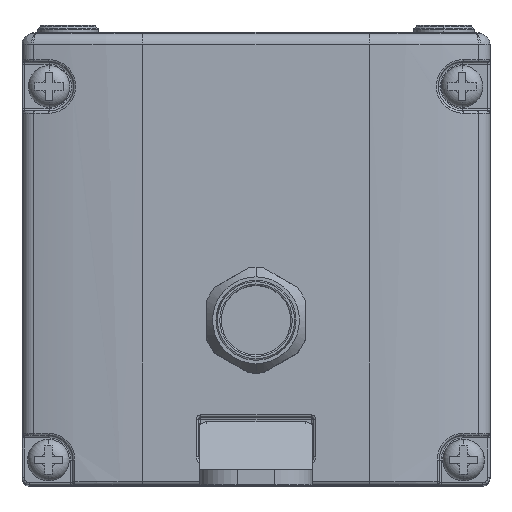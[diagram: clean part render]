
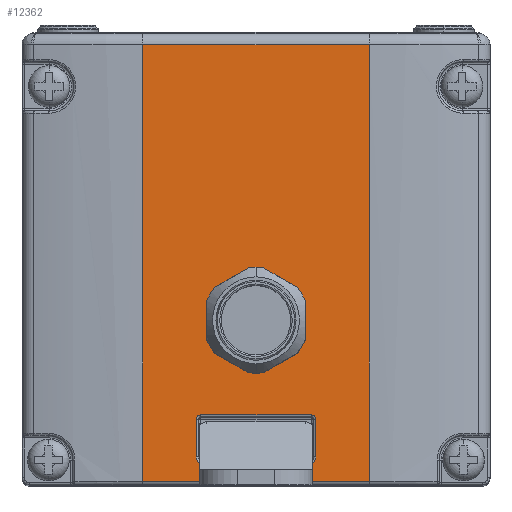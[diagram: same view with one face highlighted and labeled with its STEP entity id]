
A CAD part, top view. The second image highlights one B-rep face of the part: STEP entity #12362.
In plain terms, the highlighted planar face has unit normal (0, 0, 1).
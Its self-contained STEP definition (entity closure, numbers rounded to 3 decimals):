
#145 = CARTESIAN_POINT ( 'NONE',  ( -15., 28.349, 7. ) ) ;
#537 = VERTEX_POINT ( 'NONE', #15591 ) ;
#624 = EDGE_LOOP ( 'NONE', ( #3236, #4404, #4964, #18177 ) ) ;
#1116 = CARTESIAN_POINT ( 'NONE',  ( -7.9, -26.276, 7. ) ) ;
#1460 = DIRECTION ( 'NONE',  ( 0., 0., -1. ) ) ;
#1872 = CARTESIAN_POINT ( 'NONE',  ( 15., -29.5, 7. ) ) ;
#1904 = CARTESIAN_POINT ( 'NONE',  ( 7.9, -26.773, 7. ) ) ;
#1949 = EDGE_CURVE ( 'NONE', #7196, #16851, #18205, .T. ) ;
#1966 = DIRECTION ( 'NONE',  ( -1., 0., 0. ) ) ;
#2366 = VECTOR ( 'NONE', #15627, 1000. ) ;
#2552 = CARTESIAN_POINT ( 'NONE',  ( -7.3, -27.124, 7. ) ) ;
#3211 = EDGE_CURVE ( 'NONE', #6261, #19309, #6888, .T. ) ;
#3236 = ORIENTED_EDGE ( 'NONE', *, *, #3211, .T. ) ;
#3289 = CIRCLE ( 'NONE', #4293, 0.6 ) ;
#3306 = CARTESIAN_POINT ( 'NONE',  ( -15., 30., 7. ) ) ;
#3347 =( BOUNDED_CURVE ( )  B_SPLINE_CURVE ( 3, ( #9846, #1904, #16264, #6873 ),
 .UNSPECIFIED., .F., .T. ) 
 B_SPLINE_CURVE_WITH_KNOTS ( ( 4, 4 ),
 ( 1.571, 3.142 ),
 .UNSPECIFIED. ) 
 CURVE ( )  GEOMETRIC_REPRESENTATION_ITEM ( )  RATIONAL_B_SPLINE_CURVE ( ( 1., 0.805, 0.805, 1. ) ) 
 REPRESENTATION_ITEM ( '' )  );
#3397 = EDGE_LOOP ( 'NONE', ( #6774, #13156 ) ) ;
#3460 = DIRECTION ( 'NONE',  ( 1., 0., 0. ) ) ;
#3584 = EDGE_CURVE ( 'NONE', #537, #8000, #9212, .T. ) ;
#3707 = CIRCLE ( 'NONE', #15497, 5.8 ) ;
#3747 = CARTESIAN_POINT ( 'NONE',  ( -7.9, -21.3, 7. ) ) ;
#3775 = CARTESIAN_POINT ( 'NONE',  ( -7.3, -27.124, 7. ) ) ;
#3776 = LINE ( 'NONE', #1872, #20725 ) ;
#4161 = CARTESIAN_POINT ( 'NONE',  ( -7.9, -21.3, 7. ) ) ;
#4197 = EDGE_CURVE ( 'NONE', #11880, #537, #3289, .T. ) ;
#4293 = AXIS2_PLACEMENT_3D ( 'NONE', #10014, #1460, #7909 ) ;
#4311 = VERTEX_POINT ( 'NONE', #12303 ) ;
#4404 = ORIENTED_EDGE ( 'NONE', *, *, #5524, .T. ) ;
#4491 = EDGE_CURVE ( 'NONE', #13900, #13951, #20451, .T. ) ;
#4503 = CARTESIAN_POINT ( 'NONE',  ( 5.8, -8.2, 7. ) ) ;
#4858 = ORIENTED_EDGE ( 'NONE', *, *, #4197, .T. ) ;
#4927 = AXIS2_PLACEMENT_3D ( 'NONE', #11488, #6629, #3460 ) ;
#4932 = FACE_BOUND ( 'NONE', #3397, .T. ) ;
#4964 = ORIENTED_EDGE ( 'NONE', *, *, #7863, .F. ) ;
#5109 = CARTESIAN_POINT ( 'NONE',  ( 0., -8.2, 7. ) ) ;
#5409 = VERTEX_POINT ( 'NONE', #17524 ) ;
#5466 = LINE ( 'NONE', #12124, #16274 ) ;
#5524 = EDGE_CURVE ( 'NONE', #19309, #5409, #3776, .T. ) ;
#5563 = CARTESIAN_POINT ( 'NONE',  ( -7.651, -27.124, 7. ) ) ;
#6158 = ORIENTED_EDGE ( 'NONE', *, *, #10214, .T. ) ;
#6166 = EDGE_CURVE ( 'NONE', #16851, #6752, #11105, .T. ) ;
#6230 = ORIENTED_EDGE ( 'NONE', *, *, #6166, .T. ) ;
#6261 = VERTEX_POINT ( 'NONE', #145 ) ;
#6602 = VECTOR ( 'NONE', #13450, 1000. ) ;
#6629 = DIRECTION ( 'NONE',  ( 0., 0., 1. ) ) ;
#6734 = CARTESIAN_POINT ( 'NONE',  ( 7.3, -20.7, 7. ) ) ;
#6752 = VERTEX_POINT ( 'NONE', #8370 ) ;
#6774 = ORIENTED_EDGE ( 'NONE', *, *, #7531, .T. ) ;
#6873 = CARTESIAN_POINT ( 'NONE',  ( 7.3, -27.124, 7. ) ) ;
#6888 = LINE ( 'NONE', #3306, #9263 ) ;
#7196 = VERTEX_POINT ( 'NONE', #1116 ) ;
#7531 = EDGE_CURVE ( 'NONE', #13951, #13900, #3707, .T. ) ;
#7863 = EDGE_CURVE ( 'NONE', #15390, #5409, #16899, .T. ) ;
#7909 = DIRECTION ( 'NONE',  ( 1., 0., 0. ) ) ;
#7933 = EDGE_CURVE ( 'NONE', #4311, #10691, #19097, .T. ) ;
#8000 = VERTEX_POINT ( 'NONE', #17215 ) ;
#8216 = PLANE ( 'NONE',  #4927 ) ;
#8299 = CARTESIAN_POINT ( 'NONE',  ( 0., 28.349, 7. ) ) ;
#8370 = CARTESIAN_POINT ( 'NONE',  ( -7.3, -20.7, 7. ) ) ;
#8486 = DIRECTION ( 'NONE',  ( 1., 0., 0. ) ) ;
#8583 = CARTESIAN_POINT ( 'NONE',  ( 0., -8.2, 7. ) ) ;
#8949 = CARTESIAN_POINT ( 'NONE',  ( -7.9, -26.276, 7. ) ) ;
#9024 = VECTOR ( 'NONE', #13520, 1000. ) ;
#9212 = LINE ( 'NONE', #14353, #2366 ) ;
#9263 = VECTOR ( 'NONE', #12995, 1000. ) ;
#9303 = CARTESIAN_POINT ( 'NONE',  ( -7.3, -27.124, 7. ) ) ;
#9587 = LINE ( 'NONE', #8299, #11035 ) ;
#9846 = CARTESIAN_POINT ( 'NONE',  ( 7.9, -26.276, 7. ) ) ;
#10014 = CARTESIAN_POINT ( 'NONE',  ( 7.3, -21.3, 7. ) ) ;
#10095 = DIRECTION ( 'NONE',  ( 0., 0., -1. ) ) ;
#10214 = EDGE_CURVE ( 'NONE', #10691, #7196, #17083, .T. ) ;
#10448 = DIRECTION ( 'NONE',  ( 1., 0., 0. ) ) ;
#10691 = VERTEX_POINT ( 'NONE', #2552 ) ;
#10829 = DIRECTION ( 'NONE',  ( 0., 0., -1. ) ) ;
#11031 = EDGE_CURVE ( 'NONE', #8000, #4311, #3347, .T. ) ;
#11035 = VECTOR ( 'NONE', #1966, 1000. ) ;
#11039 = VECTOR ( 'NONE', #12553, 1000. ) ;
#11105 = CIRCLE ( 'NONE', #19863, 0.6 ) ;
#11488 = CARTESIAN_POINT ( 'NONE',  ( 0., 0., 7. ) ) ;
#11525 = EDGE_CURVE ( 'NONE', #6752, #11880, #5466, .T. ) ;
#11880 = VERTEX_POINT ( 'NONE', #6734 ) ;
#12124 = CARTESIAN_POINT ( 'NONE',  ( 7.3, -20.7, 7. ) ) ;
#12303 = CARTESIAN_POINT ( 'NONE',  ( 7.3, -27.124, 7. ) ) ;
#12362 = ADVANCED_FACE ( 'NONE', ( #19389, #4932, #17823 ), #8216, .T. ) ;
#12553 = DIRECTION ( 'NONE',  ( -1., 0., 0. ) ) ;
#12995 = DIRECTION ( 'NONE',  ( 0., -1., 0. ) ) ;
#13156 = ORIENTED_EDGE ( 'NONE', *, *, #4491, .T. ) ;
#13450 = DIRECTION ( 'NONE',  ( 0., 1., 0. ) ) ;
#13520 = DIRECTION ( 'NONE',  ( 0., -1., 0. ) ) ;
#13710 = ORIENTED_EDGE ( 'NONE', *, *, #1949, .T. ) ;
#13900 = VERTEX_POINT ( 'NONE', #20653 ) ;
#13951 = VERTEX_POINT ( 'NONE', #4503 ) ;
#14048 = EDGE_CURVE ( 'NONE', #15390, #6261, #9587, .T. ) ;
#14094 = DIRECTION ( 'NONE',  ( 1., 0., 0. ) ) ;
#14293 = CARTESIAN_POINT ( 'NONE',  ( -7.3, -21.3, 7. ) ) ;
#14353 = CARTESIAN_POINT ( 'NONE',  ( 7.9, 0., 7. ) ) ;
#14923 = ORIENTED_EDGE ( 'NONE', *, *, #11031, .T. ) ;
#14945 = ORIENTED_EDGE ( 'NONE', *, *, #7933, .T. ) ;
#14957 = CARTESIAN_POINT ( 'NONE',  ( -7.9, -26.773, 7. ) ) ;
#14986 = EDGE_LOOP ( 'NONE', ( #13710, #6230, #19197, #4858, #18763, #14923, #14945, #6158 ) ) ;
#15063 = DIRECTION ( 'NONE',  ( 1., 0., 0. ) ) ;
#15390 = VERTEX_POINT ( 'NONE', #20248 ) ;
#15402 = AXIS2_PLACEMENT_3D ( 'NONE', #8583, #19656, #8486 ) ;
#15497 = AXIS2_PLACEMENT_3D ( 'NONE', #5109, #10095, #16294 ) ;
#15591 = CARTESIAN_POINT ( 'NONE',  ( 7.9, -21.3, 7. ) ) ;
#15627 = DIRECTION ( 'NONE',  ( 0., -1., 0. ) ) ;
#16264 = CARTESIAN_POINT ( 'NONE',  ( 7.651, -27.124, 7. ) ) ;
#16274 = VECTOR ( 'NONE', #10448, 1000. ) ;
#16294 = DIRECTION ( 'NONE',  ( 1., 0., 0. ) ) ;
#16793 = CARTESIAN_POINT ( 'NONE',  ( 15., 30., 7. ) ) ;
#16851 = VERTEX_POINT ( 'NONE', #4161 ) ;
#16856 = CARTESIAN_POINT ( 'NONE',  ( -15., -29.5, 7. ) ) ;
#16899 = LINE ( 'NONE', #16793, #9024 ) ;
#17083 =( BOUNDED_CURVE ( )  B_SPLINE_CURVE ( 3, ( #3775, #5563, #14957, #8949 ),
 .UNSPECIFIED., .F., .F. ) 
 B_SPLINE_CURVE_WITH_KNOTS ( ( 4, 4 ),
 ( 0., 1.571 ),
 .UNSPECIFIED. ) 
 CURVE ( )  GEOMETRIC_REPRESENTATION_ITEM ( )  RATIONAL_B_SPLINE_CURVE ( ( 1., 0.805, 0.805, 1. ) ) 
 REPRESENTATION_ITEM ( '' )  );
#17215 = CARTESIAN_POINT ( 'NONE',  ( 7.9, -26.276, 7. ) ) ;
#17524 = CARTESIAN_POINT ( 'NONE',  ( 15., -29.5, 7. ) ) ;
#17823 = FACE_OUTER_BOUND ( 'NONE', #624, .T. ) ;
#18177 = ORIENTED_EDGE ( 'NONE', *, *, #14048, .T. ) ;
#18205 = LINE ( 'NONE', #3747, #6602 ) ;
#18763 = ORIENTED_EDGE ( 'NONE', *, *, #3584, .T. ) ;
#19097 = LINE ( 'NONE', #9303, #11039 ) ;
#19197 = ORIENTED_EDGE ( 'NONE', *, *, #11525, .T. ) ;
#19309 = VERTEX_POINT ( 'NONE', #16856 ) ;
#19389 = FACE_BOUND ( 'NONE', #14986, .T. ) ;
#19656 = DIRECTION ( 'NONE',  ( 0., 0., -1. ) ) ;
#19863 = AXIS2_PLACEMENT_3D ( 'NONE', #14293, #10829, #14094 ) ;
#20248 = CARTESIAN_POINT ( 'NONE',  ( 15., 28.349, 7. ) ) ;
#20451 = CIRCLE ( 'NONE', #15402, 5.8 ) ;
#20653 = CARTESIAN_POINT ( 'NONE',  ( -5.8, -8.2, 7. ) ) ;
#20725 = VECTOR ( 'NONE', #15063, 1000. ) ;
